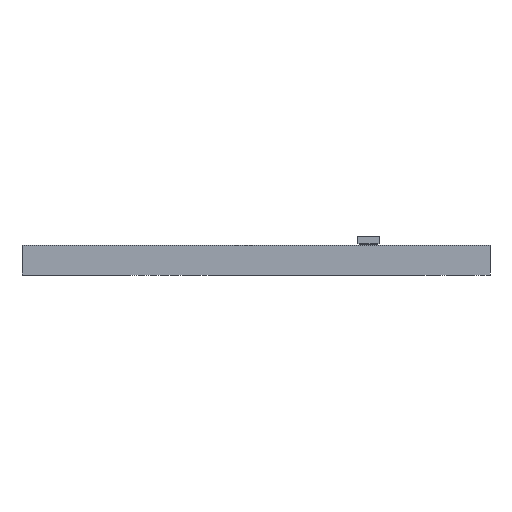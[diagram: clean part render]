
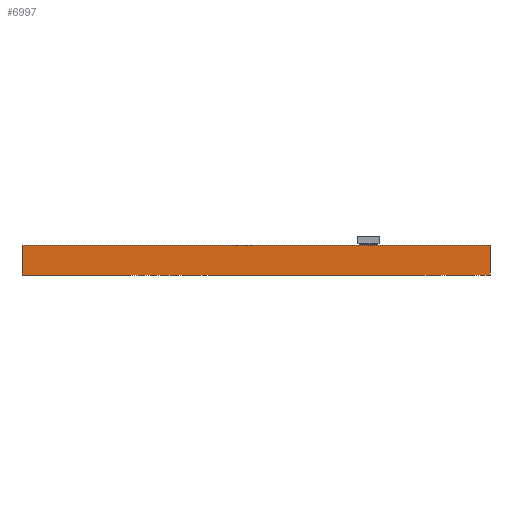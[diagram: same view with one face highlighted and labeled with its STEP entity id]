
A CAD part, left-side view. The second image highlights one B-rep face of the part: STEP entity #6997.
In plain terms, the highlighted planar face has unit normal (-1, 0, 0).
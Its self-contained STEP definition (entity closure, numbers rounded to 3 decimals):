
#3383 = PLANE('',#3384);
#3384 = AXIS2_PLACEMENT_3D('',#3385,#3386,#3387);
#3385 = CARTESIAN_POINT('',(114.626,-101.562,1.59));
#3386 = DIRECTION('',(-0.,-0.,-1.));
#3387 = DIRECTION('',(-1.,0.,0.));
#3411 = PLANE('',#3412);
#3412 = AXIS2_PLACEMENT_3D('',#3413,#3414,#3415);
#3413 = CARTESIAN_POINT('',(119.,-115.,0.));
#3414 = DIRECTION('',(0.,-1.,0.));
#3415 = DIRECTION('',(-1.,0.,0.));
#3437 = PLANE('',#3438);
#3438 = AXIS2_PLACEMENT_3D('',#3439,#3440,#3441);
#3439 = CARTESIAN_POINT('',(114.626,-101.562,0.));
#3440 = DIRECTION('',(-0.,-0.,-1.));
#3441 = DIRECTION('',(-1.,0.,0.));
#3540 = VERTEX_POINT('',#3541);
#3541 = CARTESIAN_POINT('',(104.,-115.,1.59));
#3562 = EDGE_CURVE('',#3563,#3540,#3565,.T.);
#3563 = VERTEX_POINT('',#3564);
#3564 = CARTESIAN_POINT('',(104.,-115.,0.));
#3565 = SURFACE_CURVE('',#3566,(#3570,#3577),.PCURVE_S1.);
#3566 = LINE('',#3567,#3568);
#3567 = CARTESIAN_POINT('',(104.,-115.,0.));
#3568 = VECTOR('',#3569,1.);
#3569 = DIRECTION('',(0.,0.,1.));
#3570 = PCURVE('',#3411,#3571);
#3571 = DEFINITIONAL_REPRESENTATION('',(#3572),#3576);
#3572 = LINE('',#3573,#3574);
#3573 = CARTESIAN_POINT('',(15.,0.));
#3574 = VECTOR('',#3575,1.);
#3575 = DIRECTION('',(0.,-1.));
#3576 = ( GEOMETRIC_REPRESENTATION_CONTEXT(2) 
PARAMETRIC_REPRESENTATION_CONTEXT() REPRESENTATION_CONTEXT('2D SPACE',''
  ) );
#3577 = PCURVE('',#3578,#3583);
#3578 = PLANE('',#3579);
#3579 = AXIS2_PLACEMENT_3D('',#3580,#3581,#3582);
#3580 = CARTESIAN_POINT('',(104.,-115.,0.));
#3581 = DIRECTION('',(-1.,0.,0.));
#3582 = DIRECTION('',(0.,1.,0.));
#3583 = DEFINITIONAL_REPRESENTATION('',(#3584),#3588);
#3584 = LINE('',#3585,#3586);
#3585 = CARTESIAN_POINT('',(0.,0.));
#3586 = VECTOR('',#3587,1.);
#3587 = DIRECTION('',(0.,-1.));
#3588 = ( GEOMETRIC_REPRESENTATION_CONTEXT(2) 
PARAMETRIC_REPRESENTATION_CONTEXT() REPRESENTATION_CONTEXT('2D SPACE',''
  ) );
#3616 = EDGE_CURVE('',#3563,#3617,#3619,.T.);
#3617 = VERTEX_POINT('',#3618);
#3618 = CARTESIAN_POINT('',(104.,-90.,0.));
#3619 = SURFACE_CURVE('',#3620,(#3624,#3631),.PCURVE_S1.);
#3620 = LINE('',#3621,#3622);
#3621 = CARTESIAN_POINT('',(104.,-115.,0.));
#3622 = VECTOR('',#3623,1.);
#3623 = DIRECTION('',(0.,1.,0.));
#3624 = PCURVE('',#3437,#3625);
#3625 = DEFINITIONAL_REPRESENTATION('',(#3626),#3630);
#3626 = LINE('',#3627,#3628);
#3627 = CARTESIAN_POINT('',(10.626,-13.438));
#3628 = VECTOR('',#3629,1.);
#3629 = DIRECTION('',(0.,1.));
#3630 = ( GEOMETRIC_REPRESENTATION_CONTEXT(2) 
PARAMETRIC_REPRESENTATION_CONTEXT() REPRESENTATION_CONTEXT('2D SPACE',''
  ) );
#3631 = PCURVE('',#3578,#3632);
#3632 = DEFINITIONAL_REPRESENTATION('',(#3633),#3637);
#3633 = LINE('',#3634,#3635);
#3634 = CARTESIAN_POINT('',(0.,0.));
#3635 = VECTOR('',#3636,1.);
#3636 = DIRECTION('',(1.,0.));
#3637 = ( GEOMETRIC_REPRESENTATION_CONTEXT(2) 
PARAMETRIC_REPRESENTATION_CONTEXT() REPRESENTATION_CONTEXT('2D SPACE',''
  ) );
#3655 = PLANE('',#3656);
#3656 = AXIS2_PLACEMENT_3D('',#3657,#3658,#3659);
#3657 = CARTESIAN_POINT('',(104.,-90.,0.));
#3658 = DIRECTION('',(0.,1.,0.));
#3659 = DIRECTION('',(1.,0.,0.));
#5426 = EDGE_CURVE('',#3540,#5427,#5429,.T.);
#5427 = VERTEX_POINT('',#5428);
#5428 = CARTESIAN_POINT('',(104.,-90.,1.59));
#5429 = SURFACE_CURVE('',#5430,(#5434,#5441),.PCURVE_S1.);
#5430 = LINE('',#5431,#5432);
#5431 = CARTESIAN_POINT('',(104.,-115.,1.59));
#5432 = VECTOR('',#5433,1.);
#5433 = DIRECTION('',(0.,1.,0.));
#5434 = PCURVE('',#3383,#5435);
#5435 = DEFINITIONAL_REPRESENTATION('',(#5436),#5440);
#5436 = LINE('',#5437,#5438);
#5437 = CARTESIAN_POINT('',(10.626,-13.438));
#5438 = VECTOR('',#5439,1.);
#5439 = DIRECTION('',(0.,1.));
#5440 = ( GEOMETRIC_REPRESENTATION_CONTEXT(2) 
PARAMETRIC_REPRESENTATION_CONTEXT() REPRESENTATION_CONTEXT('2D SPACE',''
  ) );
#5441 = PCURVE('',#3578,#5442);
#5442 = DEFINITIONAL_REPRESENTATION('',(#5443),#5447);
#5443 = LINE('',#5444,#5445);
#5444 = CARTESIAN_POINT('',(0.,-1.59));
#5445 = VECTOR('',#5446,1.);
#5446 = DIRECTION('',(1.,0.));
#5447 = ( GEOMETRIC_REPRESENTATION_CONTEXT(2) 
PARAMETRIC_REPRESENTATION_CONTEXT() REPRESENTATION_CONTEXT('2D SPACE',''
  ) );
#6997 = ADVANCED_FACE('',(#6998),#3578,.T.);
#6998 = FACE_BOUND('',#6999,.T.);
#6999 = EDGE_LOOP('',(#7000,#7001,#7002,#7023));
#7000 = ORIENTED_EDGE('',*,*,#3562,.T.);
#7001 = ORIENTED_EDGE('',*,*,#5426,.T.);
#7002 = ORIENTED_EDGE('',*,*,#7003,.F.);
#7003 = EDGE_CURVE('',#3617,#5427,#7004,.T.);
#7004 = SURFACE_CURVE('',#7005,(#7009,#7016),.PCURVE_S1.);
#7005 = LINE('',#7006,#7007);
#7006 = CARTESIAN_POINT('',(104.,-90.,0.));
#7007 = VECTOR('',#7008,1.);
#7008 = DIRECTION('',(0.,0.,1.));
#7009 = PCURVE('',#3578,#7010);
#7010 = DEFINITIONAL_REPRESENTATION('',(#7011),#7015);
#7011 = LINE('',#7012,#7013);
#7012 = CARTESIAN_POINT('',(25.,0.));
#7013 = VECTOR('',#7014,1.);
#7014 = DIRECTION('',(0.,-1.));
#7015 = ( GEOMETRIC_REPRESENTATION_CONTEXT(2) 
PARAMETRIC_REPRESENTATION_CONTEXT() REPRESENTATION_CONTEXT('2D SPACE',''
  ) );
#7016 = PCURVE('',#3655,#7017);
#7017 = DEFINITIONAL_REPRESENTATION('',(#7018),#7022);
#7018 = LINE('',#7019,#7020);
#7019 = CARTESIAN_POINT('',(0.,0.));
#7020 = VECTOR('',#7021,1.);
#7021 = DIRECTION('',(0.,-1.));
#7022 = ( GEOMETRIC_REPRESENTATION_CONTEXT(2) 
PARAMETRIC_REPRESENTATION_CONTEXT() REPRESENTATION_CONTEXT('2D SPACE',''
  ) );
#7023 = ORIENTED_EDGE('',*,*,#3616,.F.);
